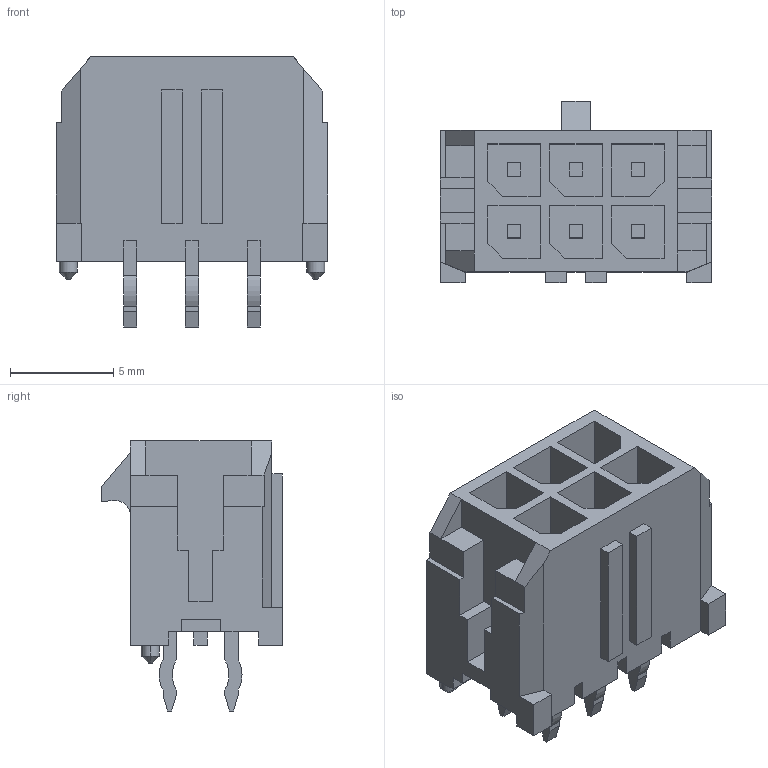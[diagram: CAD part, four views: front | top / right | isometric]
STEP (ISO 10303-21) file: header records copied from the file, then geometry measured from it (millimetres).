
FILE_DESCRIPTION((''),'2;1');
FILE_NAME('430450614','2019-11-19T',('gga'),(''),'PRO/ENGINEER BY PARAMETRIC TECHNOLOGY CORPORATION, 2016010','PRO/ENGINEER BY PARAMETRIC TECHNOLOGY CORPORATION, 2016010','');
FILE_SCHEMA(('CONFIG_CONTROL_DESIGN'));
Length unit declared in the file: millimetre
Products named in the file (1): 430450614
Bounding box: 13.15 x 8.77 x 13.09 mm (x, y, z)
Volume: 553.8 mm3; surface area: 1177.4 mm2
Topology: 1 solids, 1 shells, 299 faces, 846 edges, 570 vertices
Faces by surface type: plane 278, cylinder 17, cone 4
Entity records: 9533 total; most frequent: CARTESIAN_POINT 1692, ORIENTED_EDGE 1652, DIRECTION 1500, EDGE_CURVE 826, VECTOR 792, LINE 792, VERTEX_POINT 546, AXIS2_PLACEMENT_3D 354
